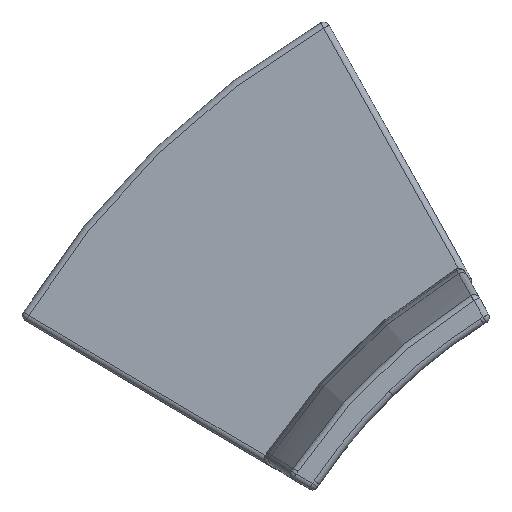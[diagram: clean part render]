
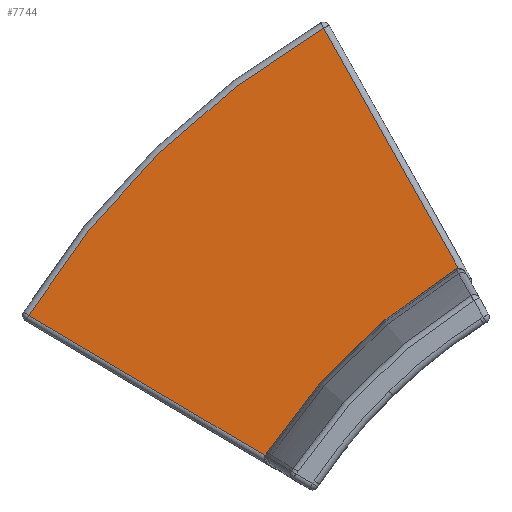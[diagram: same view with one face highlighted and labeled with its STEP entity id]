
A CAD part, top view. The second image highlights one B-rep face of the part: STEP entity #7744.
In plain terms, the highlighted face is planar.
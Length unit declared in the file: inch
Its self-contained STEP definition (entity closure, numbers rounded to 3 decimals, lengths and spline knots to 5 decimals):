
#715=PLANE('',#8479);
#939=LINE('',#11773,#1228);
#941=LINE('',#11786,#1230);
#1228=VECTOR('',#9491,0.3937);
#1230=VECTOR('',#9509,0.3937);
#1745=FACE_OUTER_BOUND('',#2345,.T.);
#2345=EDGE_LOOP('',(#5414,#5415,#5416,#5417));
#3028=CIRCLE('',#8460,45.04131);
#3032=CIRCLE('',#8469,68.5);
#3509=VERTEX_POINT('',#11738);
#3515=VERTEX_POINT('',#11752);
#3520=VERTEX_POINT('',#11764);
#3524=VERTEX_POINT('',#11779);
#4177=EDGE_CURVE('',#3509,#3520,#939,.T.);
#4182=EDGE_CURVE('',#3520,#3524,#3028,.T.);
#4184=EDGE_CURVE('',#3524,#3515,#941,.T.);
#4192=EDGE_CURVE('',#3515,#3509,#3032,.T.);
#5414=ORIENTED_EDGE('',*,*,#4177,.F.);
#5415=ORIENTED_EDGE('',*,*,#4192,.F.);
#5416=ORIENTED_EDGE('',*,*,#4184,.F.);
#5417=ORIENTED_EDGE('',*,*,#4182,.F.);
#7744=ADVANCED_FACE('',(#1745),#715,.F.);
#8460=AXIS2_PLACEMENT_3D('',#11783,#9503,#9504);
#8469=AXIS2_PLACEMENT_3D('',#11798,#9527,#9528);
#8479=AXIS2_PLACEMENT_3D('',#11814,#9553,#9554);
#9491=DIRECTION('',(-0.259,0.,0.966));
#9503=DIRECTION('center_axis',(0.,1.,0.));
#9504=DIRECTION('ref_axis',(0.001,0.,-1.));
#9509=DIRECTION('',(-0.259,0.,-0.966));
#9527=DIRECTION('center_axis',(0.,-1.,0.));
#9528=DIRECTION('ref_axis',(0.001,0.,
-1.));
#9553=DIRECTION('center_axis',(0.,-1.,0.));
#9554=DIRECTION('ref_axis',(0.,0.,-1.));
#11738=CARTESIAN_POINT('',(16.65615,13.96875,-12.43224));
#11752=CARTESIAN_POINT('',(-16.65197,13.96875,-12.45708));
#11764=CARTESIAN_POINT('',(10.58349,13.96875,10.23123));
#11773=CARTESIAN_POINT('',(10.95838,13.96875,8.83213));
#11779=CARTESIAN_POINT('',(-10.57909,13.96875,10.20723));
#11783=CARTESIAN_POINT('Origin',(-0.04746,13.96875,53.99998));
#11786=CARTESIAN_POINT('',(-20.71474,13.96875,-27.61952));
#11798=CARTESIAN_POINT('Origin',(-0.04746,13.96875,53.99998));
#11814=CARTESIAN_POINT('Origin',(0.00256,13.96875,0.80636));
